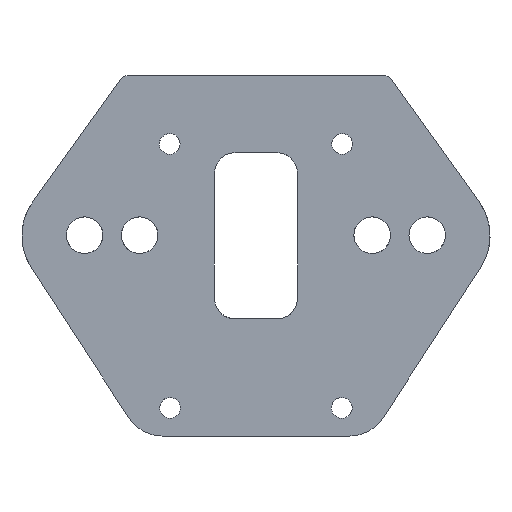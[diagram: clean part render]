
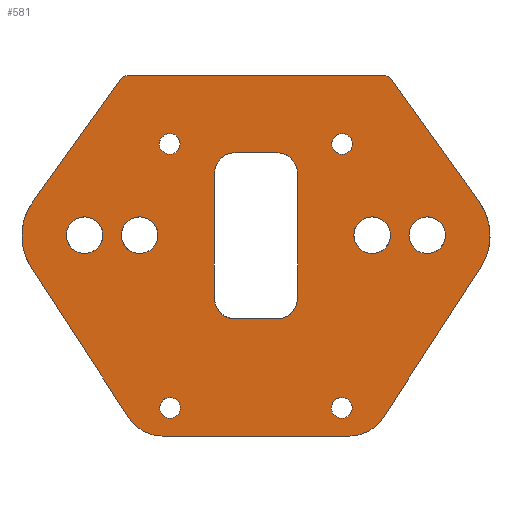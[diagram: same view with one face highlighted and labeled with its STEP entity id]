
A CAD part, front view. The second image highlights one B-rep face of the part: STEP entity #581.
In plain terms, the highlighted planar face has unit normal (0, -1, 0).
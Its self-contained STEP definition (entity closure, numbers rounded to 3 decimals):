
#51=FACE_BOUND('',#100,.T.);
#52=FACE_BOUND('',#101,.T.);
#53=FACE_BOUND('',#102,.T.);
#54=FACE_BOUND('',#103,.T.);
#55=FACE_BOUND('',#104,.T.);
#56=FACE_BOUND('',#105,.T.);
#57=FACE_BOUND('',#106,.T.);
#58=FACE_BOUND('',#107,.T.);
#59=FACE_BOUND('',#108,.T.);
#69=FACE_OUTER_BOUND('',#99,.T.);
#99=EDGE_LOOP('',(#401,#402,#403,#404,#405,#406,#407,#408,#409,#410,#411,
#412));
#100=EDGE_LOOP('',(#413));
#101=EDGE_LOOP('',(#414));
#102=EDGE_LOOP('',(#415));
#103=EDGE_LOOP('',(#416));
#104=EDGE_LOOP('',(#417,#418,#419,#420,#421,#422,#423,#424));
#105=EDGE_LOOP('',(#425));
#106=EDGE_LOOP('',(#426));
#107=EDGE_LOOP('',(#427));
#108=EDGE_LOOP('',(#428));
#147=LINE('',#867,#195);
#148=LINE('',#871,#196);
#149=LINE('',#875,#197);
#150=LINE('',#879,#198);
#151=LINE('',#883,#199);
#152=LINE('',#886,#200);
#153=LINE('',#897,#201);
#154=LINE('',#901,#202);
#155=LINE('',#905,#203);
#156=LINE('',#909,#204);
#195=VECTOR('',#685,10.);
#196=VECTOR('',#688,10.);
#197=VECTOR('',#691,10.);
#198=VECTOR('',#694,10.);
#199=VECTOR('',#697,10.);
#200=VECTOR('',#700,10.);
#201=VECTOR('',#709,10.);
#202=VECTOR('',#712,10.);
#203=VECTOR('',#715,10.);
#204=VECTOR('',#718,10.);
#243=CIRCLE('',#614,2.);
#244=CIRCLE('',#615,2.);
#245=CIRCLE('',#616,14.);
#246=CIRCLE('',#617,10.);
#247=CIRCLE('',#618,10.);
#248=CIRCLE('',#619,14.);
#249=CIRCLE('',#620,4.4);
#250=CIRCLE('',#621,4.4);
#251=CIRCLE('',#622,4.4);
#252=CIRCLE('',#623,4.4);
#253=CIRCLE('',#624,5.);
#254=CIRCLE('',#625,5.);
#255=CIRCLE('',#626,5.);
#256=CIRCLE('',#627,5.);
#257=CIRCLE('',#628,2.5);
#258=CIRCLE('',#629,2.5);
#259=CIRCLE('',#630,2.5);
#260=CIRCLE('',#631,2.5);
#261=VERTEX_POINT('',#863);
#262=VERTEX_POINT('',#864);
#263=VERTEX_POINT('',#866);
#264=VERTEX_POINT('',#868);
#265=VERTEX_POINT('',#870);
#266=VERTEX_POINT('',#872);
#267=VERTEX_POINT('',#874);
#268=VERTEX_POINT('',#876);
#269=VERTEX_POINT('',#878);
#270=VERTEX_POINT('',#880);
#271=VERTEX_POINT('',#882);
#272=VERTEX_POINT('',#884);
#273=VERTEX_POINT('',#887);
#274=VERTEX_POINT('',#889);
#275=VERTEX_POINT('',#891);
#276=VERTEX_POINT('',#893);
#277=VERTEX_POINT('',#895);
#278=VERTEX_POINT('',#896);
#279=VERTEX_POINT('',#898);
#280=VERTEX_POINT('',#900);
#281=VERTEX_POINT('',#902);
#282=VERTEX_POINT('',#904);
#283=VERTEX_POINT('',#906);
#284=VERTEX_POINT('',#908);
#285=VERTEX_POINT('',#911);
#286=VERTEX_POINT('',#913);
#287=VERTEX_POINT('',#915);
#288=VERTEX_POINT('',#917);
#317=EDGE_CURVE('',#261,#262,#243,.T.);
#318=EDGE_CURVE('',#262,#263,#147,.T.);
#319=EDGE_CURVE('',#263,#264,#244,.T.);
#320=EDGE_CURVE('',#264,#265,#148,.T.);
#321=EDGE_CURVE('',#265,#266,#245,.T.);
#322=EDGE_CURVE('',#266,#267,#149,.T.);
#323=EDGE_CURVE('',#267,#268,#246,.T.);
#324=EDGE_CURVE('',#268,#269,#150,.T.);
#325=EDGE_CURVE('',#269,#270,#247,.T.);
#326=EDGE_CURVE('',#270,#271,#151,.T.);
#327=EDGE_CURVE('',#271,#272,#248,.T.);
#328=EDGE_CURVE('',#272,#261,#152,.T.);
#329=EDGE_CURVE('',#273,#273,#249,.T.);
#330=EDGE_CURVE('',#274,#274,#250,.T.);
#331=EDGE_CURVE('',#275,#275,#251,.T.);
#332=EDGE_CURVE('',#276,#276,#252,.T.);
#333=EDGE_CURVE('',#277,#278,#153,.T.);
#334=EDGE_CURVE('',#278,#279,#253,.T.);
#335=EDGE_CURVE('',#279,#280,#154,.T.);
#336=EDGE_CURVE('',#280,#281,#254,.T.);
#337=EDGE_CURVE('',#281,#282,#155,.T.);
#338=EDGE_CURVE('',#282,#283,#255,.T.);
#339=EDGE_CURVE('',#283,#284,#156,.T.);
#340=EDGE_CURVE('',#284,#277,#256,.T.);
#341=EDGE_CURVE('',#285,#285,#257,.T.);
#342=EDGE_CURVE('',#286,#286,#258,.T.);
#343=EDGE_CURVE('',#287,#287,#259,.T.);
#344=EDGE_CURVE('',#288,#288,#260,.T.);
#401=ORIENTED_EDGE('',*,*,#317,.T.);
#402=ORIENTED_EDGE('',*,*,#318,.T.);
#403=ORIENTED_EDGE('',*,*,#319,.T.);
#404=ORIENTED_EDGE('',*,*,#320,.T.);
#405=ORIENTED_EDGE('',*,*,#321,.T.);
#406=ORIENTED_EDGE('',*,*,#322,.T.);
#407=ORIENTED_EDGE('',*,*,#323,.T.);
#408=ORIENTED_EDGE('',*,*,#324,.T.);
#409=ORIENTED_EDGE('',*,*,#325,.T.);
#410=ORIENTED_EDGE('',*,*,#326,.T.);
#411=ORIENTED_EDGE('',*,*,#327,.T.);
#412=ORIENTED_EDGE('',*,*,#328,.T.);
#413=ORIENTED_EDGE('',*,*,#329,.T.);
#414=ORIENTED_EDGE('',*,*,#330,.T.);
#415=ORIENTED_EDGE('',*,*,#331,.T.);
#416=ORIENTED_EDGE('',*,*,#332,.T.);
#417=ORIENTED_EDGE('',*,*,#333,.T.);
#418=ORIENTED_EDGE('',*,*,#334,.T.);
#419=ORIENTED_EDGE('',*,*,#335,.T.);
#420=ORIENTED_EDGE('',*,*,#336,.T.);
#421=ORIENTED_EDGE('',*,*,#337,.T.);
#422=ORIENTED_EDGE('',*,*,#338,.T.);
#423=ORIENTED_EDGE('',*,*,#339,.T.);
#424=ORIENTED_EDGE('',*,*,#340,.T.);
#425=ORIENTED_EDGE('',*,*,#341,.T.);
#426=ORIENTED_EDGE('',*,*,#342,.T.);
#427=ORIENTED_EDGE('',*,*,#343,.T.);
#428=ORIENTED_EDGE('',*,*,#344,.T.);
#569=PLANE('',#613);
#581=ADVANCED_FACE('',(#69,#51,#52,#53,#54,#55,#56,#57,#58,#59),#569,.F.);
#613=AXIS2_PLACEMENT_3D('',#862,#681,#682);
#614=AXIS2_PLACEMENT_3D('',#865,#683,#684);
#615=AXIS2_PLACEMENT_3D('',#869,#686,#687);
#616=AXIS2_PLACEMENT_3D('',#873,#689,#690);
#617=AXIS2_PLACEMENT_3D('',#877,#692,#693);
#618=AXIS2_PLACEMENT_3D('',#881,#695,#696);
#619=AXIS2_PLACEMENT_3D('',#885,#698,#699);
#620=AXIS2_PLACEMENT_3D('',#888,#701,#702);
#621=AXIS2_PLACEMENT_3D('',#890,#703,#704);
#622=AXIS2_PLACEMENT_3D('',#892,#705,#706);
#623=AXIS2_PLACEMENT_3D('',#894,#707,#708);
#624=AXIS2_PLACEMENT_3D('',#899,#710,#711);
#625=AXIS2_PLACEMENT_3D('',#903,#713,#714);
#626=AXIS2_PLACEMENT_3D('',#907,#716,#717);
#627=AXIS2_PLACEMENT_3D('',#910,#719,#720);
#628=AXIS2_PLACEMENT_3D('',#912,#721,#722);
#629=AXIS2_PLACEMENT_3D('',#914,#723,#724);
#630=AXIS2_PLACEMENT_3D('',#916,#725,#726);
#631=AXIS2_PLACEMENT_3D('',#918,#727,#728);
#681=DIRECTION('center_axis',(0.,1.,0.));
#682=DIRECTION('ref_axis',(1.,0.,0.));
#683=DIRECTION('center_axis',(0.,-1.,0.));
#684=DIRECTION('ref_axis',(0.457,0.,0.889));
#685=DIRECTION('',(-1.,0.,0.));
#686=DIRECTION('center_axis',(0.,-1.,0.));
#687=DIRECTION('ref_axis',(-0.457,0.,0.889));
#688=DIRECTION('',(-0.582,0.,-0.813));
#689=DIRECTION('center_axis',(0.,-1.,0.));
#690=DIRECTION('ref_axis',(-0.839,0.,-0.544));
#691=DIRECTION('',(0.544,0.,-0.839));
#692=DIRECTION('center_axis',(0.,-1.,0.));
#693=DIRECTION('ref_axis',(0.,0.,-1.));
#694=DIRECTION('',(1.,0.,0.));
#695=DIRECTION('center_axis',(0.,-1.,0.));
#696=DIRECTION('ref_axis',(0.839,0.,-0.544));
#697=DIRECTION('',(0.544,0.,0.839));
#698=DIRECTION('center_axis',(0.,-1.,0.));
#699=DIRECTION('ref_axis',(0.813,0.,0.582));
#700=DIRECTION('',(-0.582,0.,0.813));
#701=DIRECTION('center_axis',(0.,1.,0.));
#702=DIRECTION('ref_axis',(1.,0.,0.));
#703=DIRECTION('center_axis',(0.,1.,0.));
#704=DIRECTION('ref_axis',(1.,0.,0.));
#705=DIRECTION('center_axis',(0.,1.,0.));
#706=DIRECTION('ref_axis',(1.,0.,0.));
#707=DIRECTION('center_axis',(0.,1.,0.));
#708=DIRECTION('ref_axis',(1.,0.,0.));
#709=DIRECTION('',(-1.,0.,0.));
#710=DIRECTION('center_axis',(0.,1.,0.));
#711=DIRECTION('ref_axis',(0.,0.,-1.));
#712=DIRECTION('',(0.,0.,1.));
#713=DIRECTION('center_axis',(0.,1.,0.));
#714=DIRECTION('ref_axis',(-1.,0.,0.));
#715=DIRECTION('',(1.,0.,0.));
#716=DIRECTION('center_axis',(0.,1.,0.));
#717=DIRECTION('ref_axis',(0.,0.,1.));
#718=DIRECTION('',(0.,0.,-1.));
#719=DIRECTION('center_axis',(0.,1.,0.));
#720=DIRECTION('ref_axis',(1.,0.,0.));
#721=DIRECTION('center_axis',(0.,1.,0.));
#722=DIRECTION('ref_axis',(1.,0.,0.));
#723=DIRECTION('center_axis',(0.,1.,0.));
#724=DIRECTION('ref_axis',(1.,0.,0.));
#725=DIRECTION('center_axis',(0.,1.,0.));
#726=DIRECTION('ref_axis',(1.,0.,0.));
#727=DIRECTION('center_axis',(0.,1.,0.));
#728=DIRECTION('ref_axis',(1.,0.,0.));
#862=CARTESIAN_POINT('Origin',(0.,-2.5,-43.35));
#863=CARTESIAN_POINT('',(32.598,-2.5,-0.836));
#864=CARTESIAN_POINT('',(30.972,-2.5,0.));
#865=CARTESIAN_POINT('Origin',(30.972,-2.5,-2.));
#866=CARTESIAN_POINT('',(-30.972,-2.5,0.));
#867=CARTESIAN_POINT('',(-32.,-2.5,0.));
#868=CARTESIAN_POINT('',(-32.598,-2.5,-0.836));
#869=CARTESIAN_POINT('Origin',(-30.972,-2.5,-2.));
#870=CARTESIAN_POINT('',(-53.701,-2.5,-30.333));
#871=CARTESIAN_POINT('',(-53.701,-2.5,-30.333));
#872=CARTESIAN_POINT('',(-54.064,-2.5,-46.092));
#873=CARTESIAN_POINT('Origin',(-42.315,-2.5,-38.479));
#874=CARTESIAN_POINT('',(-30.706,-2.5,-82.138));
#875=CARTESIAN_POINT('',(-30.706,-2.5,-82.138));
#876=CARTESIAN_POINT('',(-22.314,-2.5,-86.7));
#877=CARTESIAN_POINT('Origin',(-22.314,-2.5,-76.7));
#878=CARTESIAN_POINT('',(22.314,-2.5,-86.7));
#879=CARTESIAN_POINT('',(22.314,-2.5,-86.7));
#880=CARTESIAN_POINT('',(30.706,-2.5,-82.138));
#881=CARTESIAN_POINT('Origin',(22.314,-2.5,-76.7));
#882=CARTESIAN_POINT('',(54.064,-2.5,-46.092));
#883=CARTESIAN_POINT('',(54.064,-2.5,-46.092));
#884=CARTESIAN_POINT('',(53.701,-2.5,-30.333));
#885=CARTESIAN_POINT('Origin',(42.315,-2.5,-38.479));
#886=CARTESIAN_POINT('',(32.,-2.5,0.));
#887=CARTESIAN_POINT('',(-32.388,-2.5,-38.344));
#888=CARTESIAN_POINT('Origin',(-27.988,-2.5,-38.344));
#889=CARTESIAN_POINT('',(23.562,-2.5,-38.344));
#890=CARTESIAN_POINT('Origin',(27.962,-2.5,-38.344));
#891=CARTESIAN_POINT('',(-45.638,-2.5,-38.344));
#892=CARTESIAN_POINT('Origin',(-41.238,-2.5,-38.344));
#893=CARTESIAN_POINT('',(36.812,-2.5,-38.344));
#894=CARTESIAN_POINT('Origin',(41.212,-2.5,-38.344));
#895=CARTESIAN_POINT('',(5.,-2.5,-58.5));
#896=CARTESIAN_POINT('',(-5.,-2.5,-58.5));
#897=CARTESIAN_POINT('',(2.5,-2.5,-58.5));
#898=CARTESIAN_POINT('',(-10.,-2.5,-53.5));
#899=CARTESIAN_POINT('Origin',(-5.,-2.5,-53.5));
#900=CARTESIAN_POINT('',(-10.,-2.5,-23.5));
#901=CARTESIAN_POINT('',(-10.,-2.5,-48.425));
#902=CARTESIAN_POINT('',(-5.,-2.5,-18.5));
#903=CARTESIAN_POINT('Origin',(-5.,-2.5,-23.5));
#904=CARTESIAN_POINT('',(5.,-2.5,-18.5));
#905=CARTESIAN_POINT('',(-2.5,-2.5,-18.5));
#906=CARTESIAN_POINT('',(10.,-2.5,-23.5));
#907=CARTESIAN_POINT('Origin',(5.,-2.5,-23.5));
#908=CARTESIAN_POINT('',(10.,-2.5,-53.5));
#909=CARTESIAN_POINT('',(10.,-2.5,-33.425));
#910=CARTESIAN_POINT('Origin',(5.,-2.5,-53.5));
#911=CARTESIAN_POINT('',(18.25,-2.5,-16.4));
#912=CARTESIAN_POINT('Origin',(20.75,-2.5,-16.4));
#913=CARTESIAN_POINT('',(18.15,-2.5,-79.9));
#914=CARTESIAN_POINT('Origin',(20.65,-2.5,-79.9));
#915=CARTESIAN_POINT('',(-23.25,-2.5,-16.4));
#916=CARTESIAN_POINT('Origin',(-20.75,-2.5,-16.4));
#917=CARTESIAN_POINT('',(-23.15,-2.5,-79.9));
#918=CARTESIAN_POINT('Origin',(-20.65,-2.5,-79.9));
